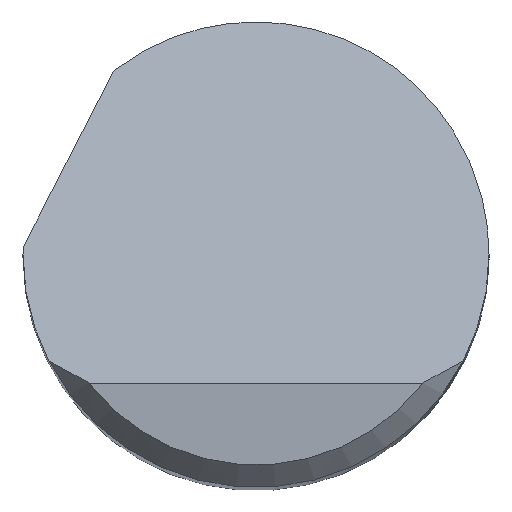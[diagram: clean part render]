
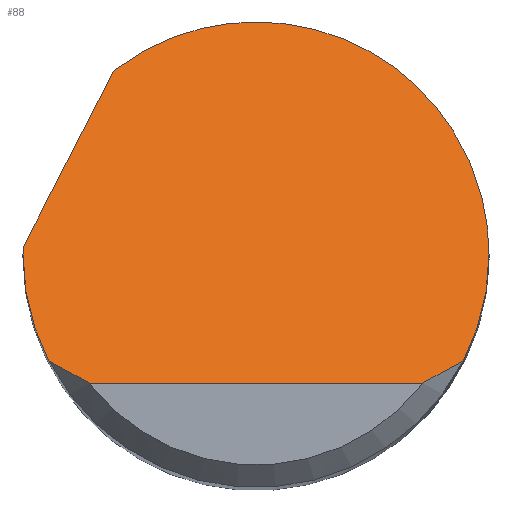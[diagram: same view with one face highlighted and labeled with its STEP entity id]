
A CAD part, top view. The second image highlights one B-rep face of the part: STEP entity #88.
In plain terms, the highlighted planar face has unit normal (0, 0.707, 0.707).
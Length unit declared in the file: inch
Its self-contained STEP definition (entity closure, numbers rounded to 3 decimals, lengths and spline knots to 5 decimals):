
#12 = LINE ( 'NONE', #251, #501 ) ;
#13 = LINE ( 'NONE', #304, #728 ) ;
#18 = PLANE ( 'NONE',  #412 ) ;
#23 =( BOUNDED_CURVE ( )  B_SPLINE_CURVE ( 3, ( #409, #531, #175, #350 ),
 .UNSPECIFIED., .F., .T. ) 
 B_SPLINE_CURVE_WITH_KNOTS ( ( 4, 4 ),
 ( 4.71239, 4.74439 ),
 .UNSPECIFIED. ) 
 CURVE ( )  GEOMETRIC_REPRESENTATION_ITEM ( )  RATIONAL_B_SPLINE_CURVE ( ( 1., 1., 1., 1. ) ) 
 REPRESENTATION_ITEM ( '' )  );
#46 = ORIENTED_EDGE ( 'NONE', *, *, #338, .T. ) ;
#60 = CARTESIAN_POINT ( 'NONE',  ( -0.13035, -0.07657, 1.99032 ) ) ;
#67 = EDGE_CURVE ( 'NONE', #112, #606, #13, .T. ) ;
#74 = CARTESIAN_POINT ( 'NONE',  ( 0.15625, -0.02489, 1.93864 ) ) ;
#84 = CARTESIAN_POINT ( 'NONE',  ( -0.09521, 0.12389, 1.78986 ) ) ;
#85 = CARTESIAN_POINT ( 'NONE',  ( -0.15625, -0.08625, 2. ) ) ;
#88 = ADVANCED_FACE ( 'NONE', ( #483 ), #18, .F. ) ;
#92 = CARTESIAN_POINT ( 'NONE',  ( -0.15617, 0.005, 1.90875 ) ) ;
#112 = VERTEX_POINT ( 'NONE', #563 ) ;
#119 = ORIENTED_EDGE ( 'NONE', *, *, #271, .T. ) ;
#121 = VERTEX_POINT ( 'NONE', #607 ) ;
#124 =( BOUNDED_CURVE ( )  B_SPLINE_CURVE ( 3, ( #642, #74, #692, #241 ),
 .UNSPECIFIED., .F., .T. ) 
 B_SPLINE_CURVE_WITH_KNOTS ( ( 4, 4 ),
 ( 1.5708, 2.04429 ),
 .UNSPECIFIED. ) 
 CURVE ( )  GEOMETRIC_REPRESENTATION_ITEM ( )  RATIONAL_B_SPLINE_CURVE ( ( 1., 0.981, 0.981, 1. ) ) 
 REPRESENTATION_ITEM ( '' )  );
#125 = CARTESIAN_POINT ( 'NONE',  ( -0.15041, -0.04909, 1.96284 ) ) ;
#175 = CARTESIAN_POINT ( 'NONE',  ( -0.15622, 0.00333, 1.91042 ) ) ;
#218 = VERTEX_POINT ( 'NONE', #92 ) ;
#227 = CARTESIAN_POINT ( 'NONE',  ( 0.12131, -0.0816, 1.99535 ) ) ;
#241 = CARTESIAN_POINT ( 'NONE',  ( 0.13906, -0.07125, 1.985 ) ) ;
#250 = EDGE_CURVE ( 'NONE', #507, #426, #316, .T. ) ;
#251 = CARTESIAN_POINT ( 'NONE',  ( -0.19753, -0.07567, 1.98942 ) ) ;
#257 = CARTESIAN_POINT ( 'NONE',  ( 0.15625, 0., 1.91375 ) ) ;
#263 = B_SPLINE_CURVE_WITH_KNOTS ( 'NONE', 3,
 ( #638, #227, #574, #286 ),
 .UNSPECIFIED., .F., .F.,
 ( 4, 4 ),
 ( 0., 0.00088 ),
 .UNSPECIFIED. ) ;
#264 = CARTESIAN_POINT ( 'NONE',  ( -0.13906, -0.07125, 1.985 ) ) ;
#271 = EDGE_CURVE ( 'NONE', #606, #121, #263, .T. ) ;
#286 = CARTESIAN_POINT ( 'NONE',  ( 0.13906, -0.07125, 1.985 ) ) ;
#289 = ORIENTED_EDGE ( 'NONE', *, *, #447, .F. ) ;
#291 = CARTESIAN_POINT ( 'NONE',  ( -0.12131, -0.0816, 1.99535 ) ) ;
#294 = CARTESIAN_POINT ( 'NONE',  ( -0.15625, 0., 1.91375 ) ) ;
#299 = EDGE_CURVE ( 'NONE', #426, #218, #23, .T. ) ;
#304 = CARTESIAN_POINT ( 'NONE',  ( 0., -0.08625, 2. ) ) ;
#306 = CARTESIAN_POINT ( 'NONE',  ( 0.15625, 0., 1.91375 ) ) ;
#314 = CARTESIAN_POINT ( 'NONE',  ( 0.02277, 0.21456, 1.69919 ) ) ;
#315 = DIRECTION ( 'NONE',  ( 1., 0., 0. ) ) ;
#316 =( BOUNDED_CURVE ( )  B_SPLINE_CURVE ( 3, ( #402, #125, #523, #294 ),
 .UNSPECIFIED., .F., .T. ) 
 B_SPLINE_CURVE_WITH_KNOTS ( ( 4, 4 ),
 ( 4.23889, 4.71239 ),
 .UNSPECIFIED. ) 
 CURVE ( )  GEOMETRIC_REPRESENTATION_ITEM ( )  RATIONAL_B_SPLINE_CURVE ( ( 1., 0.981, 0.981, 1. ) ) 
 REPRESENTATION_ITEM ( '' )  );
#332 = ORIENTED_EDGE ( 'NONE', *, *, #67, .T. ) ;
#338 = EDGE_CURVE ( 'NONE', #507, #112, #408, .T. ) ;
#342 = ORIENTED_EDGE ( 'NONE', *, *, #431, .F. ) ;
#350 = CARTESIAN_POINT ( 'NONE',  ( -0.15617, 0.005, 1.90875 ) ) ;
#372 = CARTESIAN_POINT ( 'NONE',  ( -0.15625, 0., 1.91375 ) ) ;
#377 = DIRECTION ( 'NONE',  ( 0., 0.707, -0.707 ) ) ;
#402 = CARTESIAN_POINT ( 'NONE',  ( -0.13906, -0.07125, 1.985 ) ) ;
#408 = B_SPLINE_CURVE_WITH_KNOTS ( 'NONE', 3,
 ( #464, #60, #291, #528 ),
 .UNSPECIFIED., .F., .F.,
 ( 4, 4 ),
 ( 0., 0.00088 ),
 .UNSPECIFIED. ) ;
#409 = CARTESIAN_POINT ( 'NONE',  ( -0.15625, 0., 1.91375 ) ) ;
#411 = VERTEX_POINT ( 'NONE', #596 ) ;
#412 = AXIS2_PLACEMENT_3D ( 'NONE', #85, #661, #377 ) ;
#426 = VERTEX_POINT ( 'NONE', #372 ) ;
#427 = DIRECTION ( 'NONE',  ( 0.341, 0.665, -0.665 ) ) ;
#431 = EDGE_CURVE ( 'NONE', #218, #411, #12, .T. ) ;
#447 = EDGE_CURVE ( 'NONE', #411, #709, #590, .T. ) ;
#456 = ORIENTED_EDGE ( 'NONE', *, *, #643, .F. ) ;
#464 = CARTESIAN_POINT ( 'NONE',  ( -0.13906, -0.07125, 1.985 ) ) ;
#483 = FACE_OUTER_BOUND ( 'NONE', #580, .T. ) ;
#501 = VECTOR ( 'NONE', #427, 39.37008 ) ;
#507 = VERTEX_POINT ( 'NONE', #264 ) ;
#523 = CARTESIAN_POINT ( 'NONE',  ( -0.15625, -0.02489, 1.93864 ) ) ;
#528 = CARTESIAN_POINT ( 'NONE',  ( -0.11186, -0.08625, 2. ) ) ;
#529 = ORIENTED_EDGE ( 'NONE', *, *, #299, .F. ) ;
#531 = CARTESIAN_POINT ( 'NONE',  ( -0.15625, 0.00167, 1.91208 ) ) ;
#550 = CARTESIAN_POINT ( 'NONE',  ( 0.15625, 0.1488, 1.76495 ) ) ;
#563 = CARTESIAN_POINT ( 'NONE',  ( -0.11186, -0.08625, 2. ) ) ;
#574 = CARTESIAN_POINT ( 'NONE',  ( 0.13035, -0.07657, 1.99032 ) ) ;
#580 = EDGE_LOOP ( 'NONE', ( #332, #119, #456, #289, #342, #529, #597, #46 ) ) ;
#590 =( BOUNDED_CURVE ( )  B_SPLINE_CURVE ( 3, ( #84, #314, #550, #257 ),
 .UNSPECIFIED., .F., .T. ) 
 B_SPLINE_CURVE_WITH_KNOTS ( ( 4, 4 ),
 ( 5.62792, 7.85398 ),
 .UNSPECIFIED. ) 
 CURVE ( )  GEOMETRIC_REPRESENTATION_ITEM ( )  RATIONAL_B_SPLINE_CURVE ( ( 1., 0.628, 0.628, 1. ) ) 
 REPRESENTATION_ITEM ( '' )  );
#596 = CARTESIAN_POINT ( 'NONE',  ( -0.09521, 0.12389, 1.78986 ) ) ;
#597 = ORIENTED_EDGE ( 'NONE', *, *, #250, .F. ) ;
#606 = VERTEX_POINT ( 'NONE', #698 ) ;
#607 = CARTESIAN_POINT ( 'NONE',  ( 0.13906, -0.07125, 1.985 ) ) ;
#638 = CARTESIAN_POINT ( 'NONE',  ( 0.11186, -0.08625, 2. ) ) ;
#642 = CARTESIAN_POINT ( 'NONE',  ( 0.15625, 0., 1.91375 ) ) ;
#643 = EDGE_CURVE ( 'NONE', #709, #121, #124, .T. ) ;
#661 = DIRECTION ( 'NONE',  ( 0., -0.707, -0.707 ) ) ;
#692 = CARTESIAN_POINT ( 'NONE',  ( 0.15041, -0.04909, 1.96284 ) ) ;
#698 = CARTESIAN_POINT ( 'NONE',  ( 0.11186, -0.08625, 2. ) ) ;
#709 = VERTEX_POINT ( 'NONE', #306 ) ;
#728 = VECTOR ( 'NONE', #315, 39.37008 ) ;
